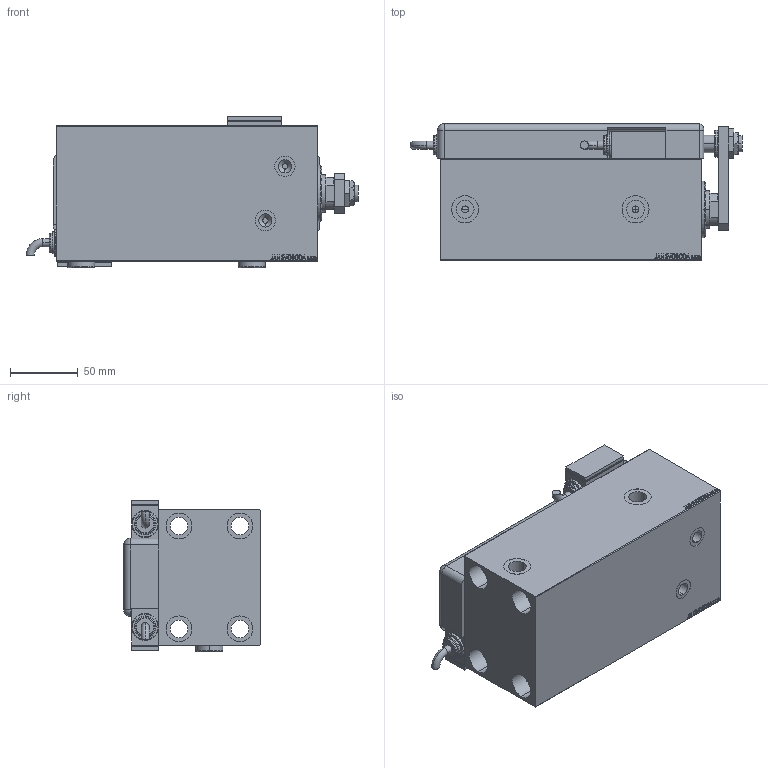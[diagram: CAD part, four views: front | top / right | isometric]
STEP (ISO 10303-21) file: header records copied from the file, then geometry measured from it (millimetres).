
FILE_DESCRIPTION (( 'STEP AP203' ), '1' );
FILE_NAME ('db0f.STEP', '2022-04-17T15:53:39', ( '' ), ( '' ), 'SwSTEP 2.0', 'SolidWorks 2019', '' );
FILE_SCHEMA (( 'CONFIG_CONTROL_DESIGN' ));
Length unit declared in the file: millimetre
Products named in the file (14): V450CP_C 6336c18bedf75c00f4f22642391b7a97; PLUG 6336c18bedf75c00f4f22642391b7a97; KRYT 6336c18bedf75c00f4f22642391b7a97; TYC 6336c18bedf75c00f4f22642391b7a97; MAGNETIC SWITCH Q 6336c18bedf75c00f4f22642391b7a97; NUT_D13 6336c18bedf75c00f4f22642391b7a97; V450CP_VC_B 6336c18bedf75c00f4f22642391b7a97; SWITCH Q 6336c18bedf75c00f4f22642391b7a97; ZARAZKA_Q 6336c18bedf75c00f4f22642391b7a97; V450CP_B_VCP 6336c18bedf75c00f4f22642391b7a97; SWITCH DIM A_G 6336c18bedf75c00f4f22642391b7a97; SWITCH_Q_FRONT_BACK 6336c18bedf75c00f4f22642391b7a97; db0f; NUT_D19 6336c18bedf75c00f4f22642391b7a97
Assembly tree (15 placements, depth 3):
  db0f
    V450CP_C 6336c18bedf75c00f4f22642391b7a97
    MAGNETIC SWITCH Q 6336c18bedf75c00f4f22642391b7a97
      SWITCH_Q_FRONT_BACK 6336c18bedf75c00f4f22642391b7a97
      TYC 6336c18bedf75c00f4f22642391b7a97
      ZARAZKA_Q 6336c18bedf75c00f4f22642391b7a97
      SWITCH DIM A_G 6336c18bedf75c00f4f22642391b7a97
      NUT_D19 6336c18bedf75c00f4f22642391b7a97
      NUT_D13 6336c18bedf75c00f4f22642391b7a97
      KRYT 6336c18bedf75c00f4f22642391b7a97
      SWITCH Q 6336c18bedf75c00f4f22642391b7a97  x2
    V450CP_B_VCP 6336c18bedf75c00f4f22642391b7a97
    V450CP_VC_B 6336c18bedf75c00f4f22642391b7a97
    PLUG 6336c18bedf75c00f4f22642391b7a97  x2
Bounding box: 245.46 x 100.8 x 111.9 mm (x, y, z)
Volume: 1374990.1 mm3; surface area: 267553.3 mm2
Topology: 15 solids, 15 shells, 1327 faces, 3338 edges, 2195 vertices
Faces by surface type: plane 655, bspline 471, cylinder 147, cone 26, torus 26, sphere 2
Entity records: 61754 total; most frequent: CARTESIAN_POINT 32627, ORIENTED_EDGE 6400, DIRECTION 4186, EDGE_CURVE 3200, VERTEX_POINT 2111, VECTOR 1894, LINE 1894, EDGE_LOOP 1453
